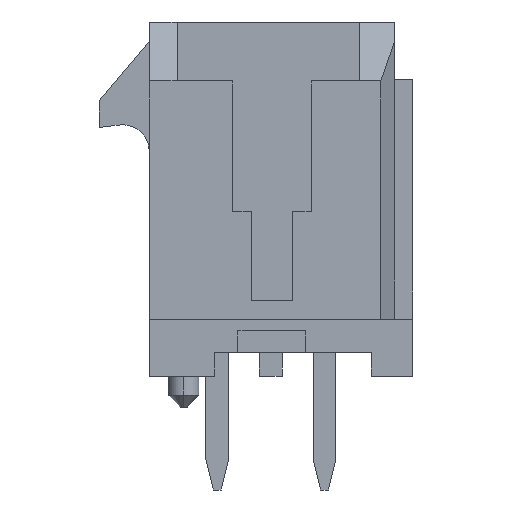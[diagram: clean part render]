
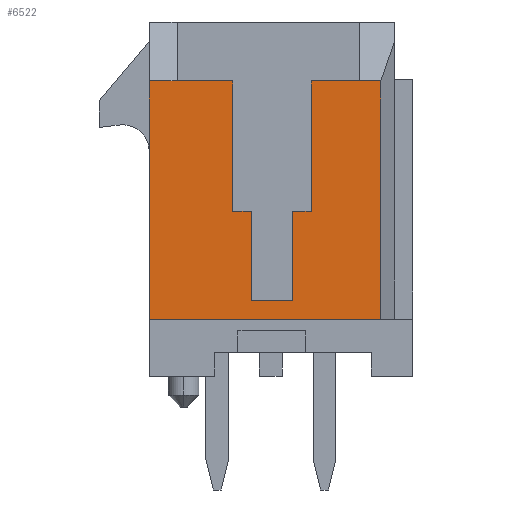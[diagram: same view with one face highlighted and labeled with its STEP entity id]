
A CAD part, left-side view. The second image highlights one B-rep face of the part: STEP entity #6522.
In plain terms, the highlighted planar face has unit normal (-1, 0, 0).
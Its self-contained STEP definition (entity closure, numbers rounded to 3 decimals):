
#1=DIRECTION('',(0.,0.,-1.));
#2=VECTOR('',#1,3.65);
#3=CARTESIAN_POINT('',(-10.825,-1.1,3.305));
#4=LINE('',#3,#2);
#5=DIRECTION('',(0.,1.,0.));
#6=VECTOR('',#5,1.35);
#7=CARTESIAN_POINT('',(-10.825,-2.45,3.305));
#8=LINE('',#7,#6);
#9=DIRECTION('',(0.,-1.,0.));
#10=VECTOR('',#9,0.6);
#11=CARTESIAN_POINT('',(-10.825,-2.45,3.305));
#12=LINE('',#11,#10);
#13=DIRECTION('',(0.,0.,-1.));
#14=VECTOR('',#13,6.66);
#15=CARTESIAN_POINT('',(-10.825,-3.05,3.305));
#16=LINE('',#15,#14);
#17=DIRECTION('',(0.,1.,0.));
#18=VECTOR('',#17,6.48);
#19=CARTESIAN_POINT('',(-10.825,-3.05,-3.355));
#20=LINE('',#19,#18);
#21=DIRECTION('',(0.,0.,1.));
#22=VECTOR('',#21,6.66);
#23=CARTESIAN_POINT('',(-10.825,3.43,-3.355));
#24=LINE('',#23,#22);
#25=DIRECTION('',(0.,-1.,0.));
#26=VECTOR('',#25,0.78);
#27=CARTESIAN_POINT('',(-10.825,3.43,3.305));
#28=LINE('',#27,#26);
#29=DIRECTION('',(0.,1.,0.));
#30=VECTOR('',#29,1.55);
#31=CARTESIAN_POINT('',(-10.825,1.1,3.305));
#32=LINE('',#31,#30);
#33=DIRECTION('',(0.,0.,-1.));
#34=VECTOR('',#33,3.65);
#35=CARTESIAN_POINT('',(-10.825,1.1,3.305));
#36=LINE('',#35,#34);
#37=DIRECTION('',(0.,1.,0.));
#38=VECTOR('',#37,0.525);
#39=CARTESIAN_POINT('',(-10.825,0.575,-0.345));
#40=LINE('',#39,#38);
#41=DIRECTION('',(0.,0.,1.));
#42=VECTOR('',#41,2.5);
#43=CARTESIAN_POINT('',(-10.825,0.575,-2.845));
#44=LINE('',#43,#42);
#45=DIRECTION('',(0.,1.,0.));
#46=VECTOR('',#45,1.15);
#47=CARTESIAN_POINT('',(-10.825,-0.575,-2.845));
#48=LINE('',#47,#46);
#49=DIRECTION('',(0.,0.,-1.));
#50=VECTOR('',#49,2.5);
#51=CARTESIAN_POINT('',(-10.825,-0.575,-0.345));
#52=LINE('',#51,#50);
#53=DIRECTION('',(0.,1.,0.));
#54=VECTOR('',#53,0.525);
#55=CARTESIAN_POINT('',(-10.825,-1.1,-0.345));
#56=LINE('',#55,#54);
#4876=CARTESIAN_POINT('',(-10.825,3.43,3.305));
#4878=VERTEX_POINT('',#4876);
#4931=CARTESIAN_POINT('',(-10.825,2.65,3.305));
#4932=VERTEX_POINT('',#4931);
#4933=CARTESIAN_POINT('',(-10.825,-2.45,3.305));
#4934=VERTEX_POINT('',#4933);
#6009=CARTESIAN_POINT('',(-10.825,3.43,-3.355));
#6010=VERTEX_POINT('',#6009);
#6073=CARTESIAN_POINT('',(-10.825,-3.05,3.305));
#6074=VERTEX_POINT('',#6073);
#6075=CARTESIAN_POINT('',(-10.825,-3.05,-3.355));
#6076=VERTEX_POINT('',#6075);
#6209=CARTESIAN_POINT('',(-10.825,-1.1,-0.345));
#6210=VERTEX_POINT('',#6209);
#6211=CARTESIAN_POINT('',(-10.825,-0.575,-0.345));
#6212=VERTEX_POINT('',#6211);
#6213=CARTESIAN_POINT('',(-10.825,-0.575,-2.845));
#6214=VERTEX_POINT('',#6213);
#6215=CARTESIAN_POINT('',(-10.825,0.575,-2.845));
#6216=VERTEX_POINT('',#6215);
#6217=CARTESIAN_POINT('',(-10.825,0.575,-0.345));
#6218=VERTEX_POINT('',#6217);
#6219=CARTESIAN_POINT('',(-10.825,1.1,-0.345));
#6220=VERTEX_POINT('',#6219);
#6221=CARTESIAN_POINT('',(-10.825,-1.1,3.305));
#6222=VERTEX_POINT('',#6221);
#6223=CARTESIAN_POINT('',(-10.825,1.1,3.305));
#6224=VERTEX_POINT('',#6223);
#6487=CARTESIAN_POINT('',(-10.825,0.,0.));
#6488=DIRECTION('',(1.,0.,0.));
#6489=DIRECTION('',(0.,0.,-1.));
#6490=AXIS2_PLACEMENT_3D('',#6487,#6488,#6489);
#6491=PLANE('',#6490);
#6493=ORIENTED_EDGE('',*,*,#6492,.F.);
#6495=ORIENTED_EDGE('',*,*,#6494,.F.);
#6497=ORIENTED_EDGE('',*,*,#6496,.T.);
#6499=ORIENTED_EDGE('',*,*,#6498,.T.);
#6501=ORIENTED_EDGE('',*,*,#6500,.T.);
#6503=ORIENTED_EDGE('',*,*,#6502,.T.);
#6505=ORIENTED_EDGE('',*,*,#6504,.T.);
#6507=ORIENTED_EDGE('',*,*,#6506,.F.);
#6509=ORIENTED_EDGE('',*,*,#6508,.T.);
#6511=ORIENTED_EDGE('',*,*,#6510,.F.);
#6513=ORIENTED_EDGE('',*,*,#6512,.F.);
#6515=ORIENTED_EDGE('',*,*,#6514,.F.);
#6517=ORIENTED_EDGE('',*,*,#6516,.F.);
#6519=ORIENTED_EDGE('',*,*,#6518,.F.);
#6520=EDGE_LOOP('',(#6493,#6495,#6497,#6499,#6501,#6503,#6505,#6507,#6509,#6511,
#6513,#6515,#6517,#6519));
#6521=FACE_OUTER_BOUND('',#6520,.F.);
#6522=ADVANCED_FACE('',(#6521),#6491,.F.);
#6492=EDGE_CURVE('',#6222,#6210,#4,.T.);
#6494=EDGE_CURVE('',#4934,#6222,#8,.T.);
#6496=EDGE_CURVE('',#4934,#6074,#12,.T.);
#6498=EDGE_CURVE('',#6074,#6076,#16,.T.);
#6500=EDGE_CURVE('',#6076,#6010,#20,.T.);
#6502=EDGE_CURVE('',#6010,#4878,#24,.T.);
#6504=EDGE_CURVE('',#4878,#4932,#28,.T.);
#6506=EDGE_CURVE('',#6224,#4932,#32,.T.);
#6508=EDGE_CURVE('',#6224,#6220,#36,.T.);
#6510=EDGE_CURVE('',#6218,#6220,#40,.T.);
#6512=EDGE_CURVE('',#6216,#6218,#44,.T.);
#6514=EDGE_CURVE('',#6214,#6216,#48,.T.);
#6516=EDGE_CURVE('',#6212,#6214,#52,.T.);
#6518=EDGE_CURVE('',#6210,#6212,#56,.T.);
